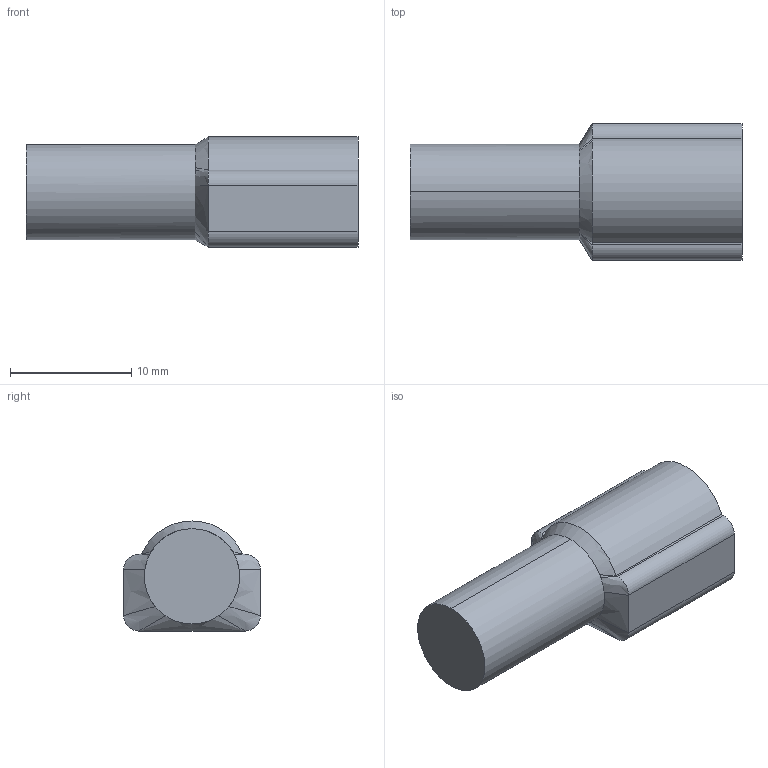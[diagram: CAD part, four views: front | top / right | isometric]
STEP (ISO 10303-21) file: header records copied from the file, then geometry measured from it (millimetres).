
FILE_DESCRIPTION((''),'2;1');
FILE_NAME('190010010','2020-07-20T',('gga'),(''),'PRO/ENGINEER BY PARAMETRIC TECHNOLOGY CORPORATION, 2016010','PRO/ENGINEER BY PARAMETRIC TECHNOLOGY CORPORATION, 2016010','');
FILE_SCHEMA(('CONFIG_CONTROL_DESIGN'));
Length unit declared in the file: inch
Products named in the file (1): 190010010
Bounding box: 27.43 x 11.3 x 9.09 mm (x, y, z)
Volume: 1278.6 mm3; surface area: 1399 mm2
Topology: 1 solids, 1 shells, 50 faces, 134 edges, 88 vertices
Faces by surface type: plane 26, cylinder 14, bspline 10
Entity records: 1858 total; most frequent: CARTESIAN_POINT 543, ORIENTED_EDGE 268, DIRECTION 260, EDGE_CURVE 134, VECTOR 90, LINE 90, VERTEX_POINT 88, AXIS2_PLACEMENT_3D 85
